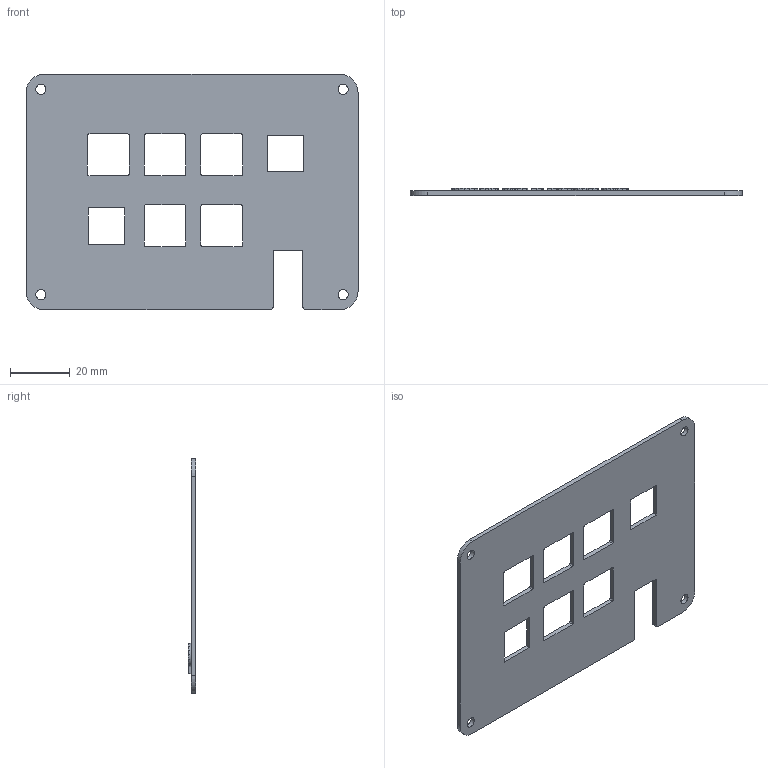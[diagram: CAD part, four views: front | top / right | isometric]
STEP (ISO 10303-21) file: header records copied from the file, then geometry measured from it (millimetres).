
FILE_DESCRIPTION(/* description */ (''),/* implementation_level */ '2;1');
FILE_NAME(/* name */ 'top_design.step',/* time_stamp */ '2025-07-08T01:05:03-04:00',/* author */ (''),/* organization */ (''),/* preprocessor_version */ 'ST-DEVELOPER v20.1',/* originating_system */ 'Autodesk Translation Framework v14.10.0.0',/* authorisation */ '');
FILE_SCHEMA (('AUTOMOTIVE_DESIGN { 1 0 10303 214 3 1 1 }'));
Length unit declared in the file: millimetre
Products named in the file (1): topcase
Bounding box: 111.5 x 2.5 x 79 mm (x, y, z)
Volume: 11223.4 mm3; surface area: 16040.5 mm2
Topology: 1 solids, 1 shells, 293 faces, 843 edges, 562 vertices
Faces by surface type: bspline 202, plane 61, cylinder 30
Full cylindrical faces by diameter (mm): 3.4 x4
Entity records: 11554 total; most frequent: CARTESIAN_POINT 5133, ORIENTED_EDGE 1686, EDGE_CURVE 843, DIRECTION 683, VERTEX_POINT 562, B_SPLINE_CURVE_WITH_KNOTS 404, LINE 379, VECTOR 379
